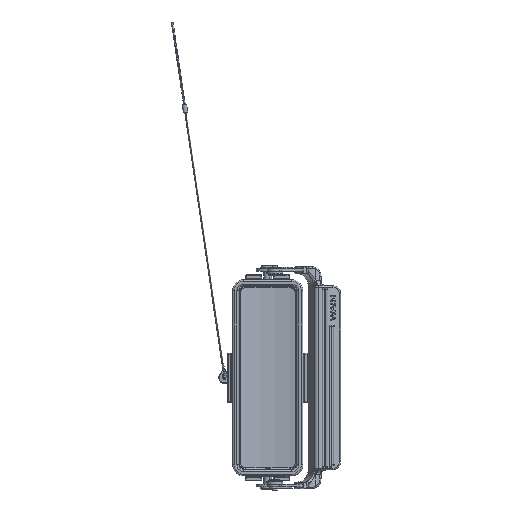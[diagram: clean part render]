
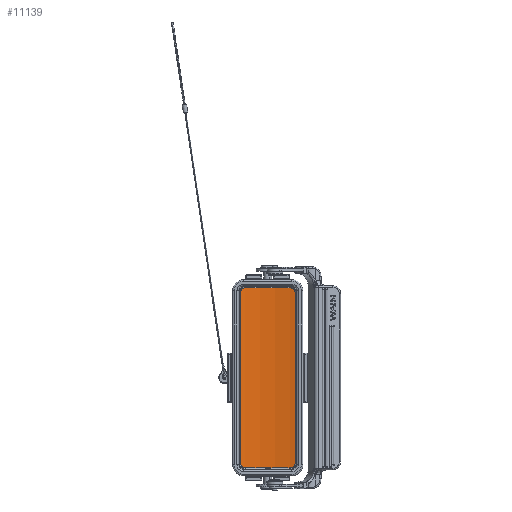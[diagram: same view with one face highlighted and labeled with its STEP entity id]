
A CAD part, front view. The second image highlights one B-rep face of the part: STEP entity #11139.
In plain terms, the highlighted cylindrical face has radius 77.4 mm (diameter 154.8 mm), a partial arc.
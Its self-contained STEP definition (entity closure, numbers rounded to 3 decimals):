
#2439=CARTESIAN_POINT('',(13.636,3.389,-54.957));
#2448=CARTESIAN_POINT('',(-13.636,3.389,
-54.957));
#2449=CARTESIAN_POINT('',(-11.447,3.781,
-54.953));
#2450=CARTESIAN_POINT('',(-2.373,5.002,
-54.95));
#2451=CARTESIAN_POINT('',(6.834,4.605,-54.946));
#2452=CARTESIAN_POINT('',(13.636,3.389,-54.957));
#2459=CARTESIAN_POINT('',(13.636,3.389,-54.957));
#2460=CARTESIAN_POINT('',(13.898,3.343,-54.959));
#2461=CARTESIAN_POINT('',(14.422,3.246,-54.891));
#2462=CARTESIAN_POINT('',(15.178,3.098,-54.586));
#2463=CARTESIAN_POINT('',(15.828,2.965,-54.087));
#2464=CARTESIAN_POINT('',(16.314,2.862,-53.452));
#2465=CARTESIAN_POINT('',(16.617,2.795,-52.703));
#2466=CARTESIAN_POINT('',(16.681,2.781,-52.205));
#2467=CARTESIAN_POINT('',(16.68,2.781,-51.95));
#2473=DIRECTION('',(0.,0.,1.));
#2474=VECTOR('',#2473,103.9);
#2475=CARTESIAN_POINT('',(16.68,2.781,-51.95));
#2476=LINE('',#2475,#2474);
#2477=CARTESIAN_POINT('',(13.636,3.389,54.956));
#2491=CARTESIAN_POINT('',(16.68,2.781,51.95));
#2492=CARTESIAN_POINT('',(16.679,2.782,52.215));
#2493=CARTESIAN_POINT('',(16.612,2.796,52.725));
#2494=CARTESIAN_POINT('',(16.306,2.863,53.465));
#2495=CARTESIAN_POINT('',(15.824,2.966,54.089));
#2496=CARTESIAN_POINT('',(15.184,3.097,54.581));
#2497=CARTESIAN_POINT('',(14.438,3.243,54.888));
#2498=CARTESIAN_POINT('',(13.905,3.341,54.957));
#2499=CARTESIAN_POINT('',(13.636,3.389,54.956));
#2501=CARTESIAN_POINT('',(-13.636,3.389,54.956));
#2510=CARTESIAN_POINT('',(0.,-72.8,54.95));
#2511=DIRECTION('',(0.,0.,1.));
#2512=DIRECTION('',(0.176,0.984,0.));
#2513=AXIS2_PLACEMENT_3D('',#2510,#2511,#2512);
#2520=CARTESIAN_POINT('',(-13.636,3.389,54.956));
#2521=CARTESIAN_POINT('',(-13.898,3.342,54.959));
#2522=CARTESIAN_POINT('',(-14.422,3.246,54.892));
#2523=CARTESIAN_POINT('',(-15.178,3.098,54.586));
#2524=CARTESIAN_POINT('',(-15.828,2.965,54.087));
#2525=CARTESIAN_POINT('',(-16.314,2.862,53.452));
#2526=CARTESIAN_POINT('',(-16.617,2.795,52.703));
#2527=CARTESIAN_POINT('',(-16.681,2.781,52.205));
#2528=CARTESIAN_POINT('',(-16.68,2.781,51.95));
#2534=DIRECTION('',(0.,0.,-1.));
#2535=VECTOR('',#2534,103.9);
#2536=CARTESIAN_POINT('',(-16.68,2.781,51.95));
#2537=LINE('',#2536,#2535);
#2538=CARTESIAN_POINT('',(-13.636,3.389,
-54.957));
#2552=CARTESIAN_POINT('',(-16.68,2.781,
-51.95));
#2553=CARTESIAN_POINT('',(-16.679,2.782,
-52.215));
#2554=CARTESIAN_POINT('',(-16.612,2.796,
-52.725));
#2555=CARTESIAN_POINT('',(-16.306,2.863,
-53.465));
#2556=CARTESIAN_POINT('',(-15.824,2.966,
-54.089));
#2557=CARTESIAN_POINT('',(-15.184,3.097,
-54.581));
#2558=CARTESIAN_POINT('',(-14.438,3.243,
-54.888));
#2559=CARTESIAN_POINT('',(-13.905,3.341,
-54.958));
#2560=CARTESIAN_POINT('',(-13.636,3.389,
-54.957));
#6902=CARTESIAN_POINT('',(-16.68,2.781,
-51.95));
#6903=VERTEX_POINT('',#6902);
#6904=CARTESIAN_POINT('',(-16.68,2.781,51.95));
#6905=VERTEX_POINT('',#6904);
#6906=VERTEX_POINT('',#2538);
#6907=VERTEX_POINT('',#2439);
#6908=CARTESIAN_POINT('',(16.68,2.781,-51.95));
#6910=VERTEX_POINT('',#6908);
#6912=CARTESIAN_POINT('',(16.68,2.781,51.95));
#6913=VERTEX_POINT('',#6912);
#6914=VERTEX_POINT('',#2477);
#6915=VERTEX_POINT('',#2501);
#11124=CARTESIAN_POINT('',(0.,-72.8,-58.65));
#11125=DIRECTION('',(0.,0.,1.));
#11126=DIRECTION('',(1.,0.,0.));
#11127=AXIS2_PLACEMENT_3D('',#11124,#11125,#11126);
#11128=CYLINDRICAL_SURFACE('',#11127,77.4);
#11129=ORIENTED_EDGE('',*,*,#10972,.F.);
#11130=ORIENTED_EDGE('',*,*,#10905,.F.);
#11131=ORIENTED_EDGE('',*,*,#10890,.F.);
#11132=ORIENTED_EDGE('',*,*,#10851,.F.);
#11133=ORIENTED_EDGE('',*,*,#11119,.F.);
#11134=ORIENTED_EDGE('',*,*,#11054,.F.);
#11135=ORIENTED_EDGE('',*,*,#11040,.F.);
#11136=ORIENTED_EDGE('',*,*,#11002,.F.);
#11137=EDGE_LOOP('',(#11129,#11130,#11131,#11132,#11133,#11134,#11135,#11136));
#11138=FACE_OUTER_BOUND('',#11137,.F.);
#11139=ADVANCED_FACE('',(#11138),#11128,.F.);
#2453=B_SPLINE_CURVE_WITH_KNOTS('',3,(#2448,#2449,#2450,#2451,#2452),
.UNSPECIFIED.,.F.,.F.,(4,1,4),(0.,0.243,1.),.UNSPECIFIED.);
#2468=B_SPLINE_CURVE_WITH_KNOTS('',3,(#2459,#2460,#2461,#2462,#2463,#2464,#2465,
#2466,#2467),.UNSPECIFIED.,.F.,.F.,(4,1,1,1,1,1,4),(0.,0.167,
0.333,0.5,0.667,0.833,1.),
.UNSPECIFIED.);
#2500=B_SPLINE_CURVE_WITH_KNOTS('',3,(#2491,#2492,#2493,#2494,#2495,#2496,#2497,
#2498,#2499),.UNSPECIFIED.,.F.,.F.,(4,1,1,1,1,1,4),(0.,0.167,
0.333,0.5,0.667,0.833,1.),
.UNSPECIFIED.);
#2514=CIRCLE('',#2513,77.4);
#2529=B_SPLINE_CURVE_WITH_KNOTS('',3,(#2520,#2521,#2522,#2523,#2524,#2525,#2526,
#2527,#2528),.UNSPECIFIED.,.F.,.F.,(4,1,1,1,1,1,4),(0.,0.167,
0.333,0.5,0.667,0.833,1.),
.UNSPECIFIED.);
#2561=B_SPLINE_CURVE_WITH_KNOTS('',3,(#2552,#2553,#2554,#2555,#2556,#2557,#2558,
#2559,#2560),.UNSPECIFIED.,.F.,.F.,(4,1,1,1,1,1,4),(0.,0.167,
0.333,0.5,0.667,0.833,1.),
.UNSPECIFIED.);
#10851=EDGE_CURVE('',#6906,#6907,#2453,.T.);
#10890=EDGE_CURVE('',#6907,#6910,#2468,.T.);
#10905=EDGE_CURVE('',#6910,#6913,#2476,.T.);
#10972=EDGE_CURVE('',#6913,#6914,#2500,.T.);
#11002=EDGE_CURVE('',#6914,#6915,#2514,.T.);
#11040=EDGE_CURVE('',#6915,#6905,#2529,.T.);
#11054=EDGE_CURVE('',#6905,#6903,#2537,.T.);
#11119=EDGE_CURVE('',#6903,#6906,#2561,.T.);
